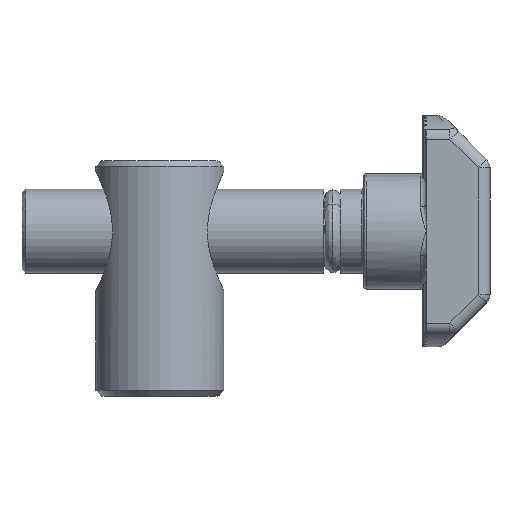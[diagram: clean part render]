
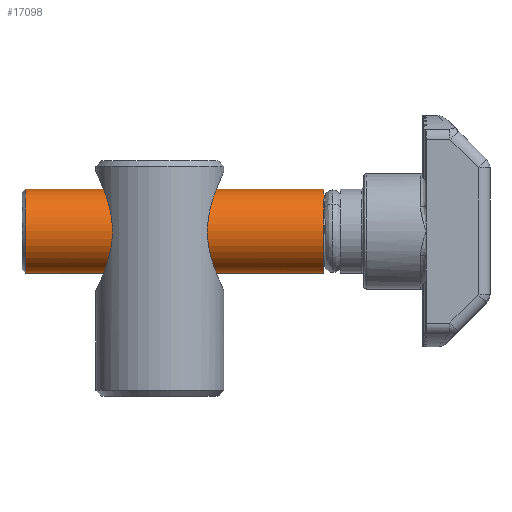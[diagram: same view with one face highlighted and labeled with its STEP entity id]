
A CAD part, front view. The second image highlights one B-rep face of the part: STEP entity #17098.
In plain terms, the highlighted cylindrical face has radius 3.55 mm (diameter 7.1 mm), a partial arc.
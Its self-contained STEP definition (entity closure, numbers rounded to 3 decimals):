
#172 = CARTESIAN_POINT ( 'NONE',  ( -16.907, -14.43, 0.45 ) ) ;
#262 = B_SPLINE_CURVE_WITH_KNOTS ( 'NONE', 3,
 ( #15424, #17096, #7108, #18750, #8797, #20440, #10486, #412, #12171, #2081, #13834, #3807, #15503, #5504, #17170, #7189, #18821, #8875 ),
 .UNSPECIFIED., .F., .F.,
 ( 4, 2, 2, 2, 2, 2, 2, 2, 4 ),
 ( 0.016, 0.018, 0.019, 0.019, 0.02, 0.021, 0.021, 0.021, 0.022 ),
 .UNSPECIFIED. ) ;
#291 = DIRECTION ( 'NONE',  ( 1., 0., 0. ) ) ;
#412 = CARTESIAN_POINT ( 'NONE',  ( -2.451, -16.42, 1.057 ) ) ;
#619 = EDGE_CURVE ( 'NONE', #4180, #20835, #6495, .T. ) ;
#657 = CARTESIAN_POINT ( 'NONE',  ( -8.892, -15.513, 0.614 ) ) ;
#713 = CARTESIAN_POINT ( 'NONE',  ( -8.625, -15.866, 0.748 ) ) ;
#1071 = AXIS2_PLACEMENT_3D ( 'NONE', #10372, #291, #12045 ) ;
#1515 = CARTESIAN_POINT ( 'NONE',  ( -16.907, -14.43, 0.45 ) ) ;
#1575 = ORIENTED_EDGE ( 'NONE', *, *, #6052, .F. ) ;
#1695 = CARTESIAN_POINT ( 'NONE',  ( -16.607, -14.43, 7.55 ) ) ;
#1835 = DIRECTION ( 'NONE',  ( -1., 0., 0. ) ) ;
#2072 = EDGE_CURVE ( 'NONE', #20835, #9739, #262, .T. ) ;
#2081 = CARTESIAN_POINT ( 'NONE',  ( -1.942, -16.022, 0.823 ) ) ;
#2093 = CARTESIAN_POINT ( 'NONE',  ( -16.907, -14.43, 7.55 ) ) ;
#2412 = CARTESIAN_POINT ( 'NONE',  ( -7.96, -16.421, 1.058 ) ) ;
#2610 = VECTOR ( 'NONE', #4858, 1000. ) ;
#2776 = CARTESIAN_POINT ( 'NONE',  ( -7.586, -16.633, 1.213 ) ) ;
#3568 = EDGE_CURVE ( 'NONE', #6946, #4517, #11227, .T. ) ;
#3807 = CARTESIAN_POINT ( 'NONE',  ( -1.588, -15.602, 0.648 ) ) ;
#4180 = VERTEX_POINT ( 'NONE', #20200 ) ;
#4517 = VERTEX_POINT ( 'NONE', #7951 ) ;
#4597 = CARTESIAN_POINT ( 'NONE',  ( 8.693, -14.43, 4. ) ) ;
#4653 = CARTESIAN_POINT ( 'NONE',  ( -6.337, -17.05, 1.604 ) ) ;
#4858 = DIRECTION ( 'NONE',  ( -1., 0., 0. ) ) ;
#4864 = CARTESIAN_POINT ( 'NONE',  ( -9.005, -15.318, 0.556 ) ) ;
#4925 = CARTESIAN_POINT ( 'NONE',  ( -6.77, -16.947, 1.495 ) ) ;
#4990 = CARTESIAN_POINT ( 'NONE',  ( -8.473, -16.021, 0.822 ) ) ;
#5020 = ORIENTED_EDGE ( 'NONE', *, *, #13639, .F. ) ;
#5088 = ORIENTED_EDGE ( 'NONE', *, *, #3568, .T. ) ;
#5496 = CARTESIAN_POINT ( 'NONE',  ( -9.163, -14.889, 0.473 ) ) ;
#5504 = CARTESIAN_POINT ( 'NONE',  ( -1.417, -15.314, 0.56 ) ) ;
#6052 = EDGE_CURVE ( 'NONE', #16310, #9739, #17674, .T. ) ;
#6084 = ORIENTED_EDGE ( 'NONE', *, *, #2072, .T. ) ;
#6302 = DIRECTION ( 'NONE',  ( 0., 0., 1. ) ) ;
#6495 = B_SPLINE_CURVE_WITH_KNOTS ( 'NONE', 3,
 ( #14214, #12500, #5496, #4864, #657, #713, #4990, #7054, #2412, #2776, #7099, #8069, #4925, #4653, #8353, #17163, #13703, #9977 ),
 .UNSPECIFIED., .F., .F.,
 ( 4, 2, 2, 2, 2, 2, 2, 2, 4 ),
 ( 0.011, 0.012, 0.012, 0.013, 0.014, 0.014, 0.015, 0.016, 0.016 ),
 .UNSPECIFIED. ) ;
#6753 = EDGE_CURVE ( 'NONE', #16310, #7830, #11704, .T. ) ;
#6942 = CARTESIAN_POINT ( 'NONE',  ( 8.693, -14.43, 7.55 ) ) ;
#6946 = VERTEX_POINT ( 'NONE', #1695 ) ;
#7054 = CARTESIAN_POINT ( 'NONE',  ( -8.141, -16.298, 0.977 ) ) ;
#7099 = CARTESIAN_POINT ( 'NONE',  ( -7.39, -16.724, 1.289 ) ) ;
#7108 = CARTESIAN_POINT ( 'NONE',  ( -4.296, -17.103, 1.659 ) ) ;
#7189 = CARTESIAN_POINT ( 'NONE',  ( -1.251, -14.893, 0.474 ) ) ;
#7830 = VERTEX_POINT ( 'NONE', #6942 ) ;
#7891 = CARTESIAN_POINT ( 'NONE',  ( -5.207, -17.155, 1.725 ) ) ;
#7951 = CARTESIAN_POINT ( 'NONE',  ( -16.607, -14.43, 0.45 ) ) ;
#8069 = CARTESIAN_POINT ( 'NONE',  ( -6.983, -16.881, 1.43 ) ) ;
#8353 = CARTESIAN_POINT ( 'NONE',  ( -6.117, -17.089, 1.648 ) ) ;
#8797 = CARTESIAN_POINT ( 'NONE',  ( -3.432, -16.882, 1.43 ) ) ;
#8875 = CARTESIAN_POINT ( 'NONE',  ( -1.207, -14.43, 0.45 ) ) ;
#9613 = AXIS2_PLACEMENT_3D ( 'NONE', #4597, #16273, #6302 ) ;
#9739 = VERTEX_POINT ( 'NONE', #17136 ) ;
#9977 = CARTESIAN_POINT ( 'NONE',  ( -5.207, -17.155, 1.725 ) ) ;
#10372 = CARTESIAN_POINT ( 'NONE',  ( -16.607, -14.43, 4. ) ) ;
#10486 = CARTESIAN_POINT ( 'NONE',  ( -2.828, -16.634, 1.214 ) ) ;
#10497 = DIRECTION ( 'NONE',  ( -1., 0., 0. ) ) ;
#10709 = LINE ( 'NONE', #2093, #15117 ) ;
#11227 = CIRCLE ( 'NONE', #1071, 3.55 ) ;
#11704 = CIRCLE ( 'NONE', #9613, 3.55 ) ;
#12045 = DIRECTION ( 'NONE',  ( 0., 0., 1. ) ) ;
#12171 = CARTESIAN_POINT ( 'NONE',  ( -2.273, -16.299, 0.978 ) ) ;
#12500 = CARTESIAN_POINT ( 'NONE',  ( -9.207, -14.663, 0.45 ) ) ;
#13260 = VECTOR ( 'NONE', #1835, 1000. ) ;
#13639 = EDGE_CURVE ( 'NONE', #4180, #4517, #19856, .T. ) ;
#13703 = CARTESIAN_POINT ( 'NONE',  ( -5.437, -17.155, 1.725 ) ) ;
#13834 = CARTESIAN_POINT ( 'NONE',  ( -1.787, -15.865, 0.747 ) ) ;
#14168 = EDGE_CURVE ( 'NONE', #7830, #6946, #10709, .T. ) ;
#14214 = CARTESIAN_POINT ( 'NONE',  ( -9.207, -14.43, 0.45 ) ) ;
#14339 = ORIENTED_EDGE ( 'NONE', *, *, #619, .T. ) ;
#15117 = VECTOR ( 'NONE', #10497, 1000. ) ;
#15424 = CARTESIAN_POINT ( 'NONE',  ( -5.207, -17.155, 1.725 ) ) ;
#15503 = CARTESIAN_POINT ( 'NONE',  ( -1.527, -15.51, 0.617 ) ) ;
#15589 = DIRECTION ( 'NONE',  ( 0., 0., 1. ) ) ;
#16273 = DIRECTION ( 'NONE',  ( -1., 0., 0. ) ) ;
#16310 = VERTEX_POINT ( 'NONE', #21580 ) ;
#17056 = EDGE_LOOP ( 'NONE', ( #1575, #18546, #19669, #5088, #5020, #14339, #6084 ) ) ;
#17096 = CARTESIAN_POINT ( 'NONE',  ( -4.746, -17.155, 1.725 ) ) ;
#17098 = ADVANCED_FACE ( 'NONE', ( #17671 ), #20008, .T. ) ;
#17136 = CARTESIAN_POINT ( 'NONE',  ( -1.207, -14.43, 0.45 ) ) ;
#17163 = CARTESIAN_POINT ( 'NONE',  ( -5.668, -17.142, 1.708 ) ) ;
#17170 = CARTESIAN_POINT ( 'NONE',  ( -1.369, -15.211, 0.535 ) ) ;
#17186 = CARTESIAN_POINT ( 'NONE',  ( -16.907, -14.43, 4. ) ) ;
#17671 = FACE_OUTER_BOUND ( 'NONE', #17056, .T. ) ;
#17674 = LINE ( 'NONE', #172, #13260 ) ;
#18546 = ORIENTED_EDGE ( 'NONE', *, *, #6753, .T. ) ;
#18750 = CARTESIAN_POINT ( 'NONE',  ( -3.642, -16.946, 1.495 ) ) ;
#18821 = CARTESIAN_POINT ( 'NONE',  ( -1.207, -14.663, 0.45 ) ) ;
#18838 = DIRECTION ( 'NONE',  ( -1., 0., 0. ) ) ;
#19669 = ORIENTED_EDGE ( 'NONE', *, *, #14168, .T. ) ;
#19856 = LINE ( 'NONE', #1515, #2610 ) ;
#20008 = CYLINDRICAL_SURFACE ( 'NONE', #21533, 3.55 ) ;
#20200 = CARTESIAN_POINT ( 'NONE',  ( -9.207, -14.43, 0.45 ) ) ;
#20440 = CARTESIAN_POINT ( 'NONE',  ( -3.025, -16.725, 1.29 ) ) ;
#20835 = VERTEX_POINT ( 'NONE', #7891 ) ;
#21533 = AXIS2_PLACEMENT_3D ( 'NONE', #17186, #18838, #15589 ) ;
#21580 = CARTESIAN_POINT ( 'NONE',  ( 8.693, -14.43, 0.45 ) ) ;
